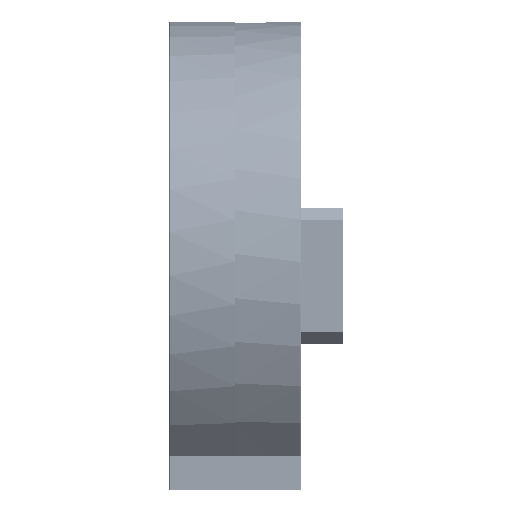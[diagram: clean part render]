
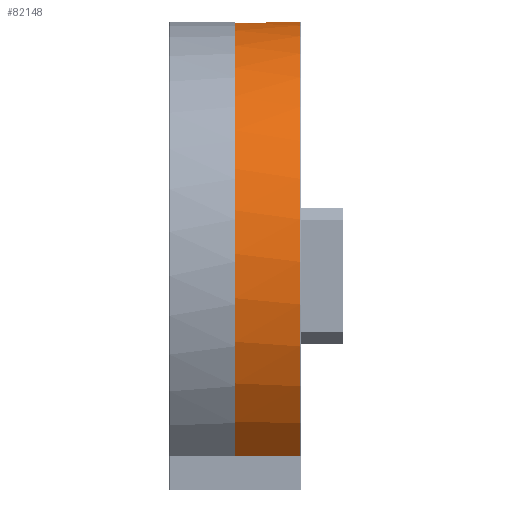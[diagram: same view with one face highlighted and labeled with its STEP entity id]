
A CAD part, left-side view. The second image highlights one B-rep face of the part: STEP entity #82148.
In plain terms, the highlighted cylindrical face has radius 38.1 mm (diameter 76.2 mm), a partial arc.
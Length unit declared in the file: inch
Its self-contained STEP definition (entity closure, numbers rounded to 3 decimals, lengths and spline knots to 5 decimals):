
#435 = ORIENTED_EDGE ( 'NONE', *, *, #22421, .T. ) ;
#1873 = CARTESIAN_POINT ( 'NONE',  ( 0.43461, -0.18414, -1.16509 ) ) ;
#1958 = LINE ( 'NONE', #48848, #7909 ) ;
#2642 = AXIS2_PLACEMENT_3D ( 'NONE', #71356, #78386, #86335 ) ;
#3958 = VECTOR ( 'NONE', #76360, 39.37008 ) ;
#7909 = VECTOR ( 'NONE', #77610, 39.37008 ) ;
#8037 = VERTEX_POINT ( 'NONE', #92843 ) ;
#9651 = AXIS2_PLACEMENT_3D ( 'NONE', #19499, #49546, #72014 ) ;
#10553 = VERTEX_POINT ( 'NONE', #63255 ) ;
#11269 = FACE_OUTER_BOUND ( 'NONE', #71428, .T. ) ;
#13970 = CARTESIAN_POINT ( 'NONE',  ( -0.62605, 0.20586, -0.10443 ) ) ;
#17832 = CARTESIAN_POINT ( 'NONE',  ( -1.68671, -0.17914, -1.16509 ) ) ;
#19499 = CARTESIAN_POINT ( 'NONE',  ( -0.62605, -0.17914, -0.10443 ) ) ;
#20669 = AXIS2_PLACEMENT_3D ( 'NONE', #62134, #69853, #25743 ) ;
#21131 = CARTESIAN_POINT ( 'NONE',  ( -0.62605, -0.17914, 1.39557 ) ) ;
#22421 = EDGE_CURVE ( 'NONE', #10553, #28922, #29270, .T. ) ;
#23207 = VERTEX_POINT ( 'NONE', #17832 ) ;
#23612 = VECTOR ( 'NONE', #27504, 39.37008 ) ;
#24907 = ORIENTED_EDGE ( 'NONE', *, *, #72360, .T. ) ;
#25743 = DIRECTION ( 'NONE',  ( 0., 0., -1. ) ) ;
#27504 = DIRECTION ( 'NONE',  ( 0., 1., 0. ) ) ;
#28020 = EDGE_CURVE ( 'NONE', #29832, #68973, #50851, .T. ) ;
#28922 = VERTEX_POINT ( 'NONE', #52780 ) ;
#29270 = LINE ( 'NONE', #1873, #35267 ) ;
#29832 = VERTEX_POINT ( 'NONE', #78725 ) ;
#33353 = ORIENTED_EDGE ( 'NONE', *, *, #90363, .F. ) ;
#35267 = VECTOR ( 'NONE', #80367, 39.37008 ) ;
#35439 = ORIENTED_EDGE ( 'NONE', *, *, #79528, .T. ) ;
#39765 = ORIENTED_EDGE ( 'NONE', *, *, #42003, .T. ) ;
#42003 = EDGE_CURVE ( 'NONE', #8037, #23207, #75738, .T. ) ;
#43092 = CARTESIAN_POINT ( 'NONE',  ( 0.43461, -0.18414, -1.16509 ) ) ;
#44095 = VERTEX_POINT ( 'NONE', #21131 ) ;
#44902 = CIRCLE ( 'NONE', #2642, 1.5 ) ;
#45026 = DIRECTION ( 'NONE',  ( 0., -1., 0. ) ) ;
#45154 = ORIENTED_EDGE ( 'NONE', *, *, #58997, .F. ) ;
#48848 = CARTESIAN_POINT ( 'NONE',  ( -1.68671, -0.18414, -1.16509 ) ) ;
#49546 = DIRECTION ( 'NONE',  ( 0., -1., 0. ) ) ;
#49820 = LINE ( 'NONE', #43092, #23612 ) ;
#50851 = CIRCLE ( 'NONE', #51590, 1.5 ) ;
#51590 = AXIS2_PLACEMENT_3D ( 'NONE', #13970, #45026, #67475 ) ;
#52780 = CARTESIAN_POINT ( 'NONE',  ( 0.43461, -0.02414, -1.16509 ) ) ;
#58997 = EDGE_CURVE ( 'NONE', #44095, #23207, #44902, .T. ) ;
#62134 = CARTESIAN_POINT ( 'NONE',  ( -0.62605, -0.18414, -0.10443 ) ) ;
#62719 = ORIENTED_EDGE ( 'NONE', *, *, #28020, .T. ) ;
#63255 = CARTESIAN_POINT ( 'NONE',  ( 0.43461, -0.17914, -1.16509 ) ) ;
#63569 = CARTESIAN_POINT ( 'NONE',  ( -1.68671, 0.20586, -1.16509 ) ) ;
#64068 = CIRCLE ( 'NONE', #9651, 1.5 ) ;
#67475 = DIRECTION ( 'NONE',  ( 0., 0., -1. ) ) ;
#68973 = VERTEX_POINT ( 'NONE', #63569 ) ;
#69658 = CARTESIAN_POINT ( 'NONE',  ( -1.68671, -0.18414, -1.16509 ) ) ;
#69853 = DIRECTION ( 'NONE',  ( 0., -1., 0. ) ) ;
#71356 = CARTESIAN_POINT ( 'NONE',  ( -0.62605, -0.17914, -0.10443 ) ) ;
#71428 = EDGE_LOOP ( 'NONE', ( #435, #24907, #62719, #35439, #39765, #45154, #33353 ) ) ;
#72014 = DIRECTION ( 'NONE',  ( 0., 0., 1. ) ) ;
#72360 = EDGE_CURVE ( 'NONE', #28922, #29832, #49820, .T. ) ;
#75738 = LINE ( 'NONE', #69658, #3958 ) ;
#76360 = DIRECTION ( 'NONE',  ( 0., -1., 0. ) ) ;
#77610 = DIRECTION ( 'NONE',  ( 0., -1., 0. ) ) ;
#78386 = DIRECTION ( 'NONE',  ( 0., -1., 0. ) ) ;
#78725 = CARTESIAN_POINT ( 'NONE',  ( 0.43461, 0.20586, -1.16509 ) ) ;
#79528 = EDGE_CURVE ( 'NONE', #68973, #8037, #1958, .T. ) ;
#80367 = DIRECTION ( 'NONE',  ( 0., 1., 0. ) ) ;
#81856 = CYLINDRICAL_SURFACE ( 'NONE', #20669, 1.5 ) ;
#82148 = ADVANCED_FACE ( 'NONE', ( #11269 ), #81856, .T. ) ;
#86335 = DIRECTION ( 'NONE',  ( 0., 0., 1. ) ) ;
#90363 = EDGE_CURVE ( 'NONE', #10553, #44095, #64068, .T. ) ;
#92843 = CARTESIAN_POINT ( 'NONE',  ( -1.68671, -0.02414, -1.16509 ) ) ;
